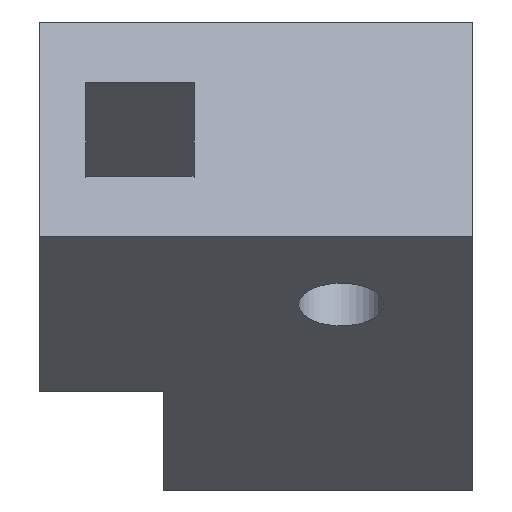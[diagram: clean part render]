
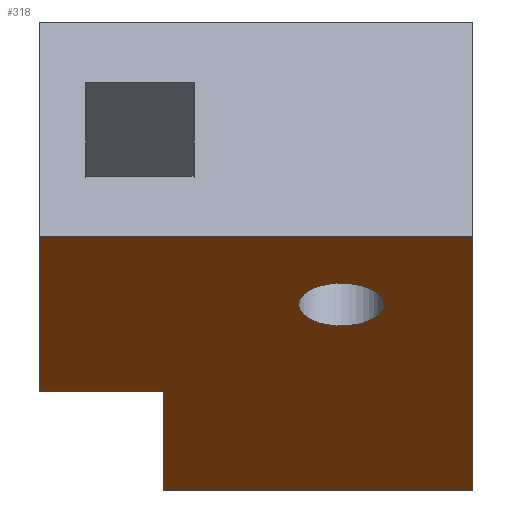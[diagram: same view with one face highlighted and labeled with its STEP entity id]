
A CAD part, left-side view. The second image highlights one B-rep face of the part: STEP entity #318.
In plain terms, the highlighted planar face has unit normal (-0.5, 0, -0.866).
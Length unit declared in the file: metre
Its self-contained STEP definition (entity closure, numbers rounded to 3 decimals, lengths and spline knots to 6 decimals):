
#19=LINE('',#472,#58);
#20=LINE('',#474,#59);
#21=LINE('',#476,#60);
#22=LINE('',#478,#61);
#23=LINE('',#480,#62);
#24=LINE('',#482,#63);
#58=VECTOR('',#384,1.);
#59=VECTOR('',#387,1.);
#60=VECTOR('',#388,1.);
#61=VECTOR('',#389,1.);
#62=VECTOR('',#390,1.);
#63=VECTOR('',#391,1.);
#91=PLANE('',#350);
#115=ORIENTED_EDGE('',*,*,#191,.T.);
#116=ORIENTED_EDGE('',*,*,#201,.F.);
#117=ORIENTED_EDGE('',*,*,#200,.F.);
#118=ORIENTED_EDGE('',*,*,#202,.T.);
#119=ORIENTED_EDGE('',*,*,#203,.T.);
#120=ORIENTED_EDGE('',*,*,#204,.T.);
#121=ORIENTED_EDGE('',*,*,#205,.T.);
#191=EDGE_CURVE('',#234,#234,#264,.T.);
#200=EDGE_CURVE('',#243,#240,#19,.T.);
#201=EDGE_CURVE('',#240,#244,#20,.T.);
#202=EDGE_CURVE('',#243,#245,#21,.T.);
#203=EDGE_CURVE('',#245,#246,#22,.T.);
#204=EDGE_CURVE('',#246,#247,#23,.T.);
#205=EDGE_CURVE('',#247,#244,#24,.T.);
#234=VERTEX_POINT('',#453);
#240=VERTEX_POINT('',#466);
#243=VERTEX_POINT('',#471);
#244=VERTEX_POINT('',#475);
#245=VERTEX_POINT('',#477);
#246=VERTEX_POINT('',#479);
#247=VERTEX_POINT('',#481);
#264=CIRCLE('',#347,0.00275);
#272=EDGE_LOOP('',(#115));
#273=EDGE_LOOP('',(#116,#117,#118,#119,#120,#121));
#295=FACE_BOUND('',#272,.T.);
#296=FACE_BOUND('',#273,.T.);
#318=ADVANCED_FACE('',(#295,#296),#91,.T.);
#347=AXIS2_PLACEMENT_3D('',#452,#371,#372);
#350=AXIS2_PLACEMENT_3D('',#473,#385,#386);
#371=DIRECTION('',(0.5,0.,0.866));
#372=DIRECTION('',(0.866,0.,-0.5));
#384=DIRECTION('',(0.,-1.,0.));
#385=DIRECTION('',(-0.5,0.,-0.866));
#386=DIRECTION('',(-0.866,0.,0.5));
#387=DIRECTION('',(0.866,0.,-0.5));
#388=DIRECTION('',(0.866,0.,-0.5));
#389=DIRECTION('',(0.,-1.,0.));
#390=DIRECTION('',(0.866,0.,-0.5));
#391=DIRECTION('',(0.,-1.,0.));
#452=CARTESIAN_POINT('',(0.089558,-0.0295,0.070858));
#453=CARTESIAN_POINT('',(0.09194,-0.0295,0.069483));
#466=CARTESIAN_POINT('',(0.081981,-0.038,0.075233));
#471=CARTESIAN_POINT('',(0.081981,-0.01,0.075233));
#472=CARTESIAN_POINT('',(0.081981,-0.018,0.075233));
#473=CARTESIAN_POINT('',(0.096131,-0.018,0.067063));
#474=CARTESIAN_POINT('',(0.096131,-0.038,0.067063));
#475=CARTESIAN_POINT('',(0.110282,-0.038,0.058893));
#476=CARTESIAN_POINT('',(0.096131,-0.01,0.067063));
#477=CARTESIAN_POINT('',(0.099301,-0.01,0.065233));
#478=CARTESIAN_POINT('',(0.099301,-0.01,0.065233));
#479=CARTESIAN_POINT('',(0.099301,-0.018,0.065233));
#480=CARTESIAN_POINT('',(0.096131,-0.018,0.067063));
#481=CARTESIAN_POINT('',(0.110282,-0.018,0.058893));
#482=CARTESIAN_POINT('',(0.110282,-0.018,0.058893));
